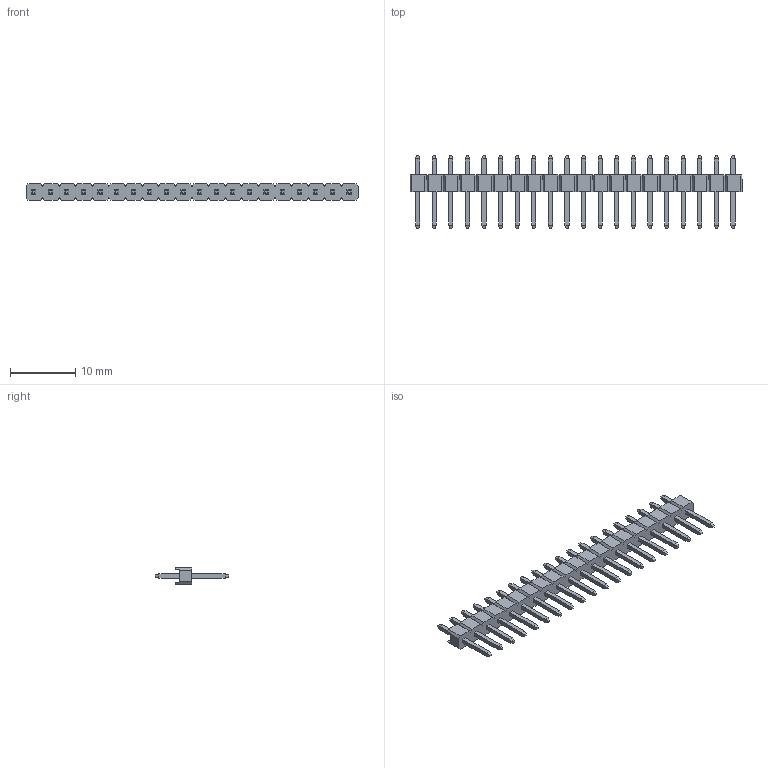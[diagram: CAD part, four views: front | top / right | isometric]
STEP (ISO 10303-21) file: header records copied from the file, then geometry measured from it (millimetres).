
FILE_DESCRIPTION(('STEP AP214'),'1');
FILE_NAME(' ',' ',('TraceParts'),('TraceParts S.A.'),'XStep 1.0',' ',' ');
FILE_SCHEMA(('automotive_design'));
Length unit declared in the file: millimetre
Products named in the file (1): 1
Bounding box: 50.8 x 11.2 x 2.5 mm (x, y, z)
Volume: 317.3 mm3; surface area: 1065.9 mm2
Topology: 1 solids, 1 shells, 600 faces, 1514 edges, 956 vertices
Faces by surface type: plane 600
Entity records: 34564 total; most frequent: CARTESIAN_POINT 3071, STYLED_ITEM 3070, PRESENTATION_STYLE_ASSIGNMENT 3070, COLOUR_RGB 3070, ORIENTED_EDGE 3028, DIRECTION 2716, EDGE_CURVE 1514, CURVE_STYLE 1514
